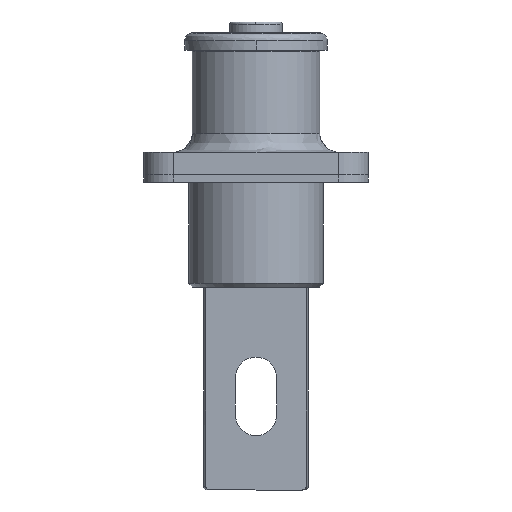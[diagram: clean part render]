
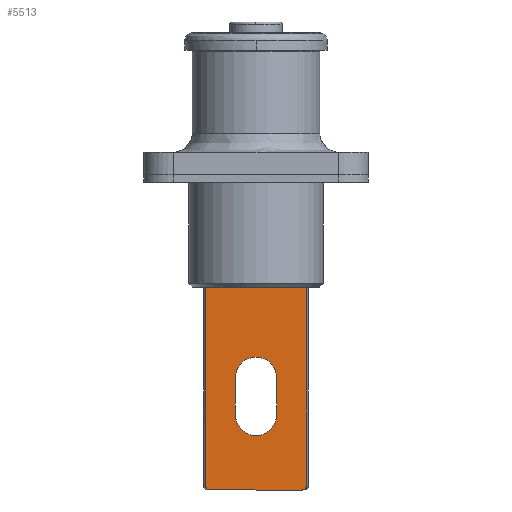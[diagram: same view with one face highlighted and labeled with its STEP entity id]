
A CAD part, front view. The second image highlights one B-rep face of the part: STEP entity #5513.
In plain terms, the highlighted planar face has unit normal (0, -1, 0).
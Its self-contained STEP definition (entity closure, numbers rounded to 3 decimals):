
#73 = EDGE_CURVE ( 'NONE', #4777, #7528, #1365, .T. ) ;
#88 = CARTESIAN_POINT ( 'NONE',  ( 3.815, 8., -46.2 ) ) ;
#169 = DIRECTION ( 'NONE',  ( 0., 0., 1. ) ) ;
#244 = FACE_BOUND ( 'NONE', #4930, .T. ) ;
#277 = CARTESIAN_POINT ( 'NONE',  ( 16.708, 8., -18.9 ) ) ;
#452 = EDGE_CURVE ( 'NONE', #9103, #6513, #6860, .T. ) ;
#475 = ORIENTED_EDGE ( 'NONE', *, *, #1063, .T. ) ;
#504 = CARTESIAN_POINT ( 'NONE',  ( 16.32, 8., -46.2 ) ) ;
#598 = B_SPLINE_CURVE_WITH_KNOTS ( 'NONE', 3,
 ( #9266, #1210, #2695, #4893, #504, #5635 ),
 .UNSPECIFIED., .F., .F.,
 ( 4, 2, 4 ),
 ( 0., 0., 0.001 ),
 .UNSPECIFIED. ) ;
#649 = CARTESIAN_POINT ( 'NONE',  ( 16.708, 8., -18.9 ) ) ;
#860 = CARTESIAN_POINT ( 'NONE',  ( 3.292, 8., -18.9 ) ) ;
#1050 = PLANE ( 'NONE',  #6260 ) ;
#1063 = EDGE_CURVE ( 'NONE', #3852, #7528, #7686, .T. ) ;
#1121 = EDGE_CURVE ( 'NONE', #3852, #1545, #5359, .T. ) ;
#1210 = CARTESIAN_POINT ( 'NONE',  ( 16.708, 8., -45.835 ) ) ;
#1305 = VERTEX_POINT ( 'NONE', #649 ) ;
#1365 = LINE ( 'NONE', #7496, #3089 ) ;
#1455 = ORIENTED_EDGE ( 'NONE', *, *, #8716, .F. ) ;
#1461 = CARTESIAN_POINT ( 'NONE',  ( 3.292, 8., -18.9 ) ) ;
#1498 = VECTOR ( 'NONE', #169, 1000. ) ;
#1545 = VERTEX_POINT ( 'NONE', #2579 ) ;
#1681 = VECTOR ( 'NONE', #2494, 1000. ) ;
#1744 = CARTESIAN_POINT ( 'NONE',  ( 16.5, 8., -19.1 ) ) ;
#1773 = EDGE_LOOP ( 'NONE', ( #1455, #7407, #5380, #8627, #7101, #475, #6813, #7237 ) ) ;
#1974 = DIRECTION ( 'NONE',  ( -1., 0., 0. ) ) ;
#2025 = ORIENTED_EDGE ( 'NONE', *, *, #4538, .F. ) ;
#2119 = EDGE_CURVE ( 'NONE', #4251, #3927, #598, .T. ) ;
#2144 = CARTESIAN_POINT ( 'NONE',  ( 3.605, 8., -19.2 ) ) ;
#2364 = CARTESIAN_POINT ( 'NONE',  ( 16.708, 8., -30.1 ) ) ;
#2417 = CIRCLE ( 'NONE', #4220, 2.75 ) ;
#2494 = DIRECTION ( 'NONE',  ( 1., 0., 0. ) ) ;
#2579 = CARTESIAN_POINT ( 'NONE',  ( 16.395, 8., -19.199 ) ) ;
#2611 = CARTESIAN_POINT ( 'NONE',  ( 12.75, 8., -31.2 ) ) ;
#2669 = CARTESIAN_POINT ( 'NONE',  ( 12.75, 8., -36.2 ) ) ;
#2695 = CARTESIAN_POINT ( 'NONE',  ( 16.648, 8., -45.967 ) ) ;
#3089 = VECTOR ( 'NONE', #6758, 1000. ) ;
#3212 = VERTEX_POINT ( 'NONE', #2611 ) ;
#3280 = EDGE_CURVE ( 'NONE', #6513, #9204, #2417, .T. ) ;
#3350 = CIRCLE ( 'NONE', #4419, 2.75 ) ;
#3428 = CARTESIAN_POINT ( 'NONE',  ( 16.708, 8., -45.7 ) ) ;
#3487 = LINE ( 'NONE', #3840, #1498 ) ;
#3721 = CARTESIAN_POINT ( 'NONE',  ( 16.185, 8., -46.2 ) ) ;
#3757 = CARTESIAN_POINT ( 'NONE',  ( 3.352, 8., -45.967 ) ) ;
#3777 = CARTESIAN_POINT ( 'NONE',  ( 3.501, 8., -19.1 ) ) ;
#3840 = CARTESIAN_POINT ( 'NONE',  ( 12.75, 8., -32.55 ) ) ;
#3852 = VERTEX_POINT ( 'NONE', #2144 ) ;
#3927 = VERTEX_POINT ( 'NONE', #3721 ) ;
#3942 = VECTOR ( 'NONE', #1974, 1000. ) ;
#3963 = CARTESIAN_POINT ( 'NONE',  ( 10., 8., -31.2 ) ) ;
#4012 = CARTESIAN_POINT ( 'NONE',  ( 3.023, 8., -18.354 ) ) ;
#4042 = EDGE_CURVE ( 'NONE', #9204, #3212, #3487, .T. ) ;
#4185 = LINE ( 'NONE', #7074, #3942 ) ;
#4192 = CARTESIAN_POINT ( 'NONE',  ( 10., 8., -36.2 ) ) ;
#4220 = AXIS2_PLACEMENT_3D ( 'NONE', #4192, #9278, #4905 ) ;
#4251 = VERTEX_POINT ( 'NONE', #3428 ) ;
#4419 = AXIS2_PLACEMENT_3D ( 'NONE', #3963, #9053, #4690 ) ;
#4470 = CARTESIAN_POINT ( 'NONE',  ( 3.292, 8., -45.835 ) ) ;
#4502 = CARTESIAN_POINT ( 'NONE',  ( 3.68, 8., -46.2 ) ) ;
#4538 = EDGE_CURVE ( 'NONE', #3212, #9103, #3350, .T. ) ;
#4690 = DIRECTION ( 'NONE',  ( 1., 0., 0. ) ) ;
#4699 = VECTOR ( 'NONE', #6881, 1000. ) ;
#4724 = CARTESIAN_POINT ( 'NONE',  ( 7.25, 8., -32.55 ) ) ;
#4740 = DIRECTION ( 'NONE',  ( 1., 0., 0. ) ) ;
#4777 = VERTEX_POINT ( 'NONE', #7362 ) ;
#4893 = CARTESIAN_POINT ( 'NONE',  ( 16.453, 8., -46.149 ) ) ;
#4901 = ORIENTED_EDGE ( 'NONE', *, *, #3280, .F. ) ;
#4905 = DIRECTION ( 'NONE',  ( 1., 0., 0. ) ) ;
#4930 = EDGE_LOOP ( 'NONE', ( #4901, #9118, #2025, #5033 ) ) ;
#5033 = ORIENTED_EDGE ( 'NONE', *, *, #4042, .F. ) ;
#5179 = CARTESIAN_POINT ( 'NONE',  ( 3.292, 8., -45.7 ) ) ;
#5226 = CARTESIAN_POINT ( 'NONE',  ( 3.396, 8., -19. ) ) ;
#5355 = EDGE_CURVE ( 'NONE', #4251, #1305, #5533, .T. ) ;
#5359 = LINE ( 'NONE', #7587, #1681 ) ;
#5380 = ORIENTED_EDGE ( 'NONE', *, *, #5355, .T. ) ;
#5513 = ADVANCED_FACE ( 'NONE', ( #244, #7801 ), #1050, .F. ) ;
#5533 = LINE ( 'NONE', #2364, #9184 ) ;
#5635 = CARTESIAN_POINT ( 'NONE',  ( 16.185, 8., -46.2 ) ) ;
#5997 = DIRECTION ( 'NONE',  ( 0., 0., 1. ) ) ;
#6260 = AXIS2_PLACEMENT_3D ( 'NONE', #4012, #9101, #4740 ) ;
#6316 = VERTEX_POINT ( 'NONE', #7476 ) ;
#6383 = CARTESIAN_POINT ( 'NONE',  ( 7.25, 8., -36.2 ) ) ;
#6513 = VERTEX_POINT ( 'NONE', #6383 ) ;
#6604 = B_SPLINE_CURVE_WITH_KNOTS ( 'NONE', 3,
 ( #5179, #4470, #3757, #8841, #4502, #88 ),
 .UNSPECIFIED., .F., .F.,
 ( 4, 2, 4 ),
 ( 0., 0., 0.001 ),
 .UNSPECIFIED. ) ;
#6758 = DIRECTION ( 'NONE',  ( 0., 0., 1. ) ) ;
#6813 = ORIENTED_EDGE ( 'NONE', *, *, #73, .F. ) ;
#6860 = LINE ( 'NONE', #4724, #4699 ) ;
#6869 = CARTESIAN_POINT ( 'NONE',  ( 16.395, 8., -19.199 ) ) ;
#6881 = DIRECTION ( 'NONE',  ( 0., 0., -1. ) ) ;
#6969 = B_SPLINE_CURVE_WITH_KNOTS ( 'NONE', 3,
 ( #277, #8259, #1744, #6869 ),
 .UNSPECIFIED., .F., .F.,
 ( 4, 4 ),
 ( 0., 0. ),
 .UNSPECIFIED. ) ;
#7074 = CARTESIAN_POINT ( 'NONE',  ( 10., 8., -46.2 ) ) ;
#7101 = ORIENTED_EDGE ( 'NONE', *, *, #1121, .F. ) ;
#7237 = ORIENTED_EDGE ( 'NONE', *, *, #7619, .T. ) ;
#7362 = CARTESIAN_POINT ( 'NONE',  ( 3.292, 8., -45.7 ) ) ;
#7407 = ORIENTED_EDGE ( 'NONE', *, *, #2119, .F. ) ;
#7476 = CARTESIAN_POINT ( 'NONE',  ( 3.815, 8., -46.2 ) ) ;
#7496 = CARTESIAN_POINT ( 'NONE',  ( 3.292, 8., -32.55 ) ) ;
#7528 = VERTEX_POINT ( 'NONE', #1461 ) ;
#7587 = CARTESIAN_POINT ( 'NONE',  ( 10., 8., -19.2 ) ) ;
#7619 = EDGE_CURVE ( 'NONE', #4777, #6316, #6604, .T. ) ;
#7686 = B_SPLINE_CURVE_WITH_KNOTS ( 'NONE', 3,
 ( #8858, #3777, #5226, #860 ),
 .UNSPECIFIED., .F., .F.,
 ( 4, 4 ),
 ( 0., 0. ),
 .UNSPECIFIED. ) ;
#7801 = FACE_OUTER_BOUND ( 'NONE', #1773, .T. ) ;
#8259 = CARTESIAN_POINT ( 'NONE',  ( 16.604, 8., -19. ) ) ;
#8627 = ORIENTED_EDGE ( 'NONE', *, *, #9092, .T. ) ;
#8716 = EDGE_CURVE ( 'NONE', #3927, #6316, #4185, .T. ) ;
#8841 = CARTESIAN_POINT ( 'NONE',  ( 3.547, 8., -46.149 ) ) ;
#8858 = CARTESIAN_POINT ( 'NONE',  ( 3.605, 8., -19.2 ) ) ;
#9030 = CARTESIAN_POINT ( 'NONE',  ( 7.25, 8., -31.2 ) ) ;
#9053 = DIRECTION ( 'NONE',  ( 0., -1., 0. ) ) ;
#9092 = EDGE_CURVE ( 'NONE', #1305, #1545, #6969, .T. ) ;
#9101 = DIRECTION ( 'NONE',  ( 0., 1., 0. ) ) ;
#9103 = VERTEX_POINT ( 'NONE', #9030 ) ;
#9118 = ORIENTED_EDGE ( 'NONE', *, *, #452, .F. ) ;
#9184 = VECTOR ( 'NONE', #5997, 1000. ) ;
#9204 = VERTEX_POINT ( 'NONE', #2669 ) ;
#9266 = CARTESIAN_POINT ( 'NONE',  ( 16.708, 8., -45.7 ) ) ;
#9278 = DIRECTION ( 'NONE',  ( 0., -1., 0. ) ) ;
